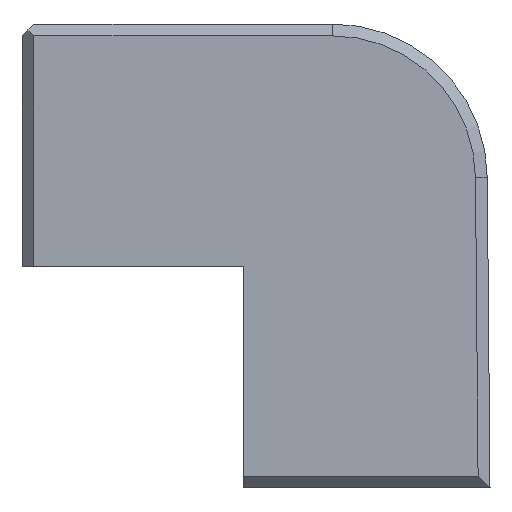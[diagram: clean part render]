
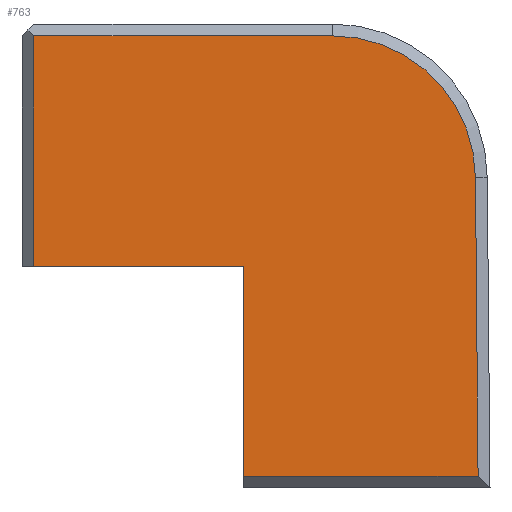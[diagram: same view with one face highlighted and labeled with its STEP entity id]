
A CAD part, left-side view. The second image highlights one B-rep face of the part: STEP entity #763.
In plain terms, the highlighted planar face has unit normal (-1, 0, 0).
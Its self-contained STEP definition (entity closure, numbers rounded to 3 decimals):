
#719=AXIS2_PLACEMENT_3D('Plane Axis2P3D',#716,#717,#718) ;
#737=AXIS2_PLACEMENT_3D('Circle Axis2P3D',#735,#736,$) ;
#431=CARTESIAN_POINT('Vertex',(-21.862,-44.076,14.2)) ;
#434=CARTESIAN_POINT('Line Origine',(-21.862,-36.976,14.2)) ;
#438=CARTESIAN_POINT('Vertex',(-21.862,-29.876,14.2)) ;
#689=CARTESIAN_POINT('Line Origine',(-21.862,-44.076,7.1)) ;
#693=CARTESIAN_POINT('Vertex',(-21.862,-44.076,0.)) ;
#716=CARTESIAN_POINT('Axis2P3D Location',(-21.862,0.,0.)) ;
#721=CARTESIAN_POINT('Line Origine',(-21.862,-52.01,0.)) ;
#725=CARTESIAN_POINT('Vertex',(-21.862,-59.943,0.)) ;
#728=CARTESIAN_POINT('Line Origine',(-21.862,-59.855,10.104)) ;
#732=CARTESIAN_POINT('Vertex',(-21.862,-59.767,20.208)) ;
#735=CARTESIAN_POINT('Axis2P3D Location',(-21.862,-50.091,20.124)) ;
#739=CARTESIAN_POINT('Vertex',(-21.862,-50.091,29.8)) ;
#742=CARTESIAN_POINT('Line Origine',(-21.862,-39.984,29.8)) ;
#746=CARTESIAN_POINT('Vertex',(-21.862,-29.876,29.8)) ;
#749=CARTESIAN_POINT('Line Origine',(-21.862,-29.876,22.)) ;
#435=DIRECTION('Vector Direction',(0.,1.,0.)) ;
#690=DIRECTION('Vector Direction',(0.,0.,1.)) ;
#717=DIRECTION('Axis2P3D Direction',(1.,0.,0.)) ;
#718=DIRECTION('Axis2P3D XDirection',(0.,1.,0.)) ;
#722=DIRECTION('Vector Direction',(0.,1.,0.)) ;
#729=DIRECTION('Vector Direction',(0.,-0.009,-1.)) ;
#736=DIRECTION('Axis2P3D Direction',(1.,0.,0.)) ;
#743=DIRECTION('Vector Direction',(0.,-1.,0.)) ;
#750=DIRECTION('Vector Direction',(0.,0.,1.)) ;
#436=VECTOR('Line Direction',#435,1.) ;
#691=VECTOR('Line Direction',#690,1.) ;
#723=VECTOR('Line Direction',#722,1.) ;
#730=VECTOR('Line Direction',#729,1.) ;
#744=VECTOR('Line Direction',#743,1.) ;
#751=VECTOR('Line Direction',#750,1.) ;
#755=ORIENTED_EDGE('',*,*,#727,.F.) ;
#756=ORIENTED_EDGE('',*,*,#734,.F.) ;
#757=ORIENTED_EDGE('',*,*,#741,.F.) ;
#758=ORIENTED_EDGE('',*,*,#748,.F.) ;
#759=ORIENTED_EDGE('',*,*,#753,.F.) ;
#760=ORIENTED_EDGE('',*,*,#440,.F.) ;
#761=ORIENTED_EDGE('',*,*,#695,.F.) ;
#763=ADVANCED_FACE('Body.2',(#762),#720,.F.) ;
#738=CIRCLE('generated circle',#737,9.676) ;
#440=EDGE_CURVE('',#432,#439,#437,.T.) ;
#695=EDGE_CURVE('',#694,#432,#692,.T.) ;
#727=EDGE_CURVE('',#726,#694,#724,.T.) ;
#734=EDGE_CURVE('',#733,#726,#731,.T.) ;
#741=EDGE_CURVE('',#740,#733,#738,.T.) ;
#748=EDGE_CURVE('',#747,#740,#745,.T.) ;
#753=EDGE_CURVE('',#439,#747,#752,.T.) ;
#754=EDGE_LOOP('',(#755,#756,#757,#758,#759,#760,#761)) ;
#762=FACE_OUTER_BOUND('',#754,.T.) ;
#437=LINE('Line',#434,#436) ;
#692=LINE('Line',#689,#691) ;
#724=LINE('Line',#721,#723) ;
#731=LINE('Line',#728,#730) ;
#745=LINE('Line',#742,#744) ;
#752=LINE('Line',#749,#751) ;
#720=PLANE('',#719) ;
#432=VERTEX_POINT('',#431) ;
#439=VERTEX_POINT('',#438) ;
#694=VERTEX_POINT('',#693) ;
#726=VERTEX_POINT('',#725) ;
#733=VERTEX_POINT('',#732) ;
#740=VERTEX_POINT('',#739) ;
#747=VERTEX_POINT('',#746) ;
